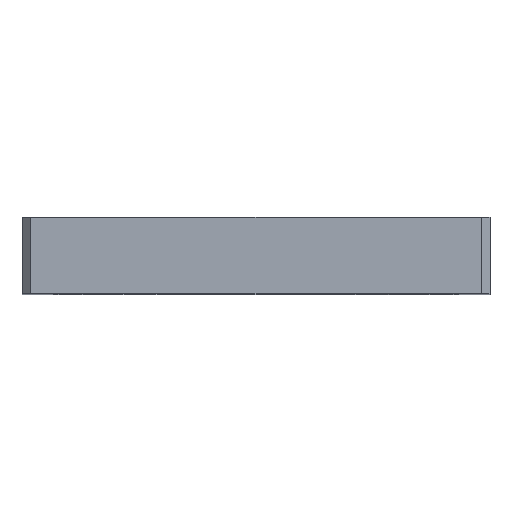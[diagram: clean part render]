
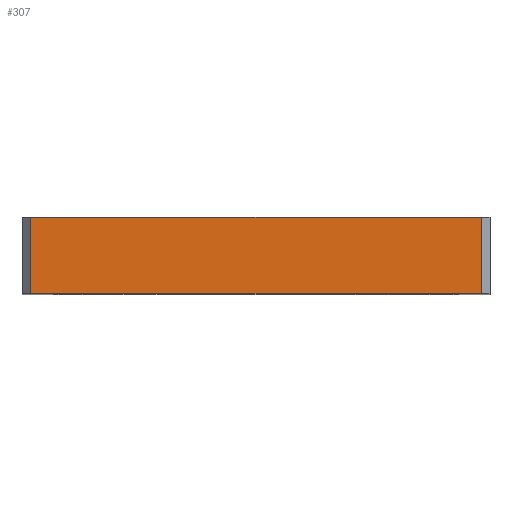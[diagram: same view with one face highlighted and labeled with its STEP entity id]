
A CAD part, top view. The second image highlights one B-rep face of the part: STEP entity #307.
In plain terms, the highlighted planar face has unit normal (0, 0, 1).
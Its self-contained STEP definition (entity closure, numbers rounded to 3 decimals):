
#21 = VECTOR ( 'NONE', #797, 1000. ) ;
#22 = CARTESIAN_POINT ( 'NONE',  ( 53., 9., 55. ) ) ;
#75 = VERTEX_POINT ( 'NONE', #421 ) ;
#111 = DIRECTION ( 'NONE',  ( 1., 0., 0. ) ) ;
#126 = CARTESIAN_POINT ( 'NONE',  ( 53., 9., 55. ) ) ;
#136 = EDGE_CURVE ( 'NONE', #320, #464, #450, .T. ) ;
#150 = PLANE ( 'NONE',  #542 ) ;
#183 = EDGE_CURVE ( 'NONE', #75, #317, #554, .T. ) ;
#210 = CARTESIAN_POINT ( 'NONE',  ( -53., 9., 55. ) ) ;
#215 = LINE ( 'NONE', #22, #912 ) ;
#239 = DIRECTION ( 'NONE',  ( 0., -1., 0. ) ) ;
#258 = DIRECTION ( 'NONE',  ( 0., 0., -1. ) ) ;
#299 = LINE ( 'NONE', #578, #818 ) ;
#307 = ADVANCED_FACE ( 'NONE', ( #485 ), #150, .F. ) ;
#311 = CARTESIAN_POINT ( 'NONE',  ( -53., -9., 55. ) ) ;
#317 = VERTEX_POINT ( 'NONE', #126 ) ;
#320 = VERTEX_POINT ( 'NONE', #311 ) ;
#384 = ORIENTED_EDGE ( 'NONE', *, *, #697, .T. ) ;
#414 = DIRECTION ( 'NONE',  ( 0., -1., 0. ) ) ;
#421 = CARTESIAN_POINT ( 'NONE',  ( -53., 9., 55. ) ) ;
#450 = LINE ( 'NONE', #541, #21 ) ;
#464 = VERTEX_POINT ( 'NONE', #509 ) ;
#469 = ORIENTED_EDGE ( 'NONE', *, *, #136, .T. ) ;
#485 = FACE_OUTER_BOUND ( 'NONE', #543, .T. ) ;
#494 = ORIENTED_EDGE ( 'NONE', *, *, #183, .F. ) ;
#501 = CARTESIAN_POINT ( 'NONE',  ( -53., 9., 55. ) ) ;
#502 = DIRECTION ( 'NONE',  ( -1., 0., 0. ) ) ;
#509 = CARTESIAN_POINT ( 'NONE',  ( 53., -9., 55. ) ) ;
#538 = EDGE_CURVE ( 'NONE', #317, #464, #215, .T. ) ;
#541 = CARTESIAN_POINT ( 'NONE',  ( -53., -9., 55. ) ) ;
#542 = AXIS2_PLACEMENT_3D ( 'NONE', #210, #258, #502 ) ;
#543 = EDGE_LOOP ( 'NONE', ( #469, #769, #494, #384 ) ) ;
#554 = LINE ( 'NONE', #501, #701 ) ;
#578 = CARTESIAN_POINT ( 'NONE',  ( -53., 9., 55. ) ) ;
#697 = EDGE_CURVE ( 'NONE', #75, #320, #299, .T. ) ;
#701 = VECTOR ( 'NONE', #111, 1000. ) ;
#769 = ORIENTED_EDGE ( 'NONE', *, *, #538, .F. ) ;
#797 = DIRECTION ( 'NONE',  ( 1., 0., 0. ) ) ;
#818 = VECTOR ( 'NONE', #239, 1000. ) ;
#912 = VECTOR ( 'NONE', #414, 1000. ) ;
